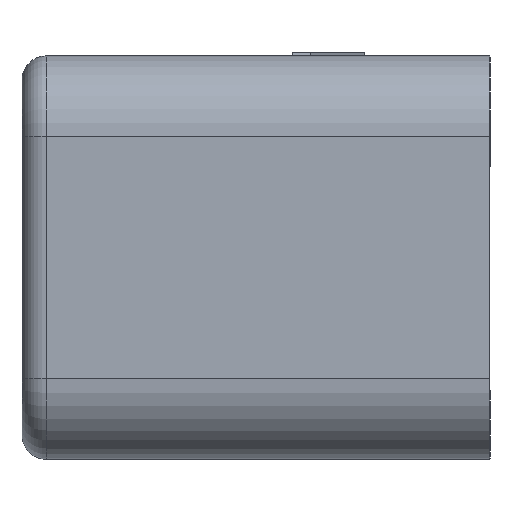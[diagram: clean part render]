
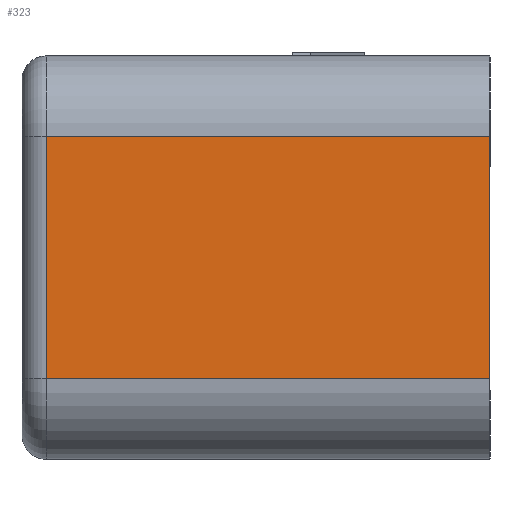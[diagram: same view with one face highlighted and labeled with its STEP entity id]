
A CAD part, left-side view. The second image highlights one B-rep face of the part: STEP entity #323.
In plain terms, the highlighted planar face has unit normal (-1, 0, 0).
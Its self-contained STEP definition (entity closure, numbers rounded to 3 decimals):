
#323 = ADVANCED_FACE( '', ( #1096 ), #1097, .T. );
#1096 = FACE_OUTER_BOUND( '', #2080, .T. );
#1097 = PLANE( '', #2081 );
#2080 = EDGE_LOOP( '', ( #4619, #4620, #4621, #4622 ) );
#2081 = AXIS2_PLACEMENT_3D( '', #4623, #4624, #4625 );
#4619 = ORIENTED_EDGE( '', *, *, #6624, .T. );
#4620 = ORIENTED_EDGE( '', *, *, #6596, .T. );
#4621 = ORIENTED_EDGE( '', *, *, #6621, .T. );
#4622 = ORIENTED_EDGE( '', *, *, #6542, .F. );
#4623 = CARTESIAN_POINT( '', ( -40.5, 29., -12.5 ) );
#4624 = DIRECTION( '', ( -1., 0., 0. ) );
#4625 = DIRECTION( '', ( 0., 1., 0. ) );
#6542 = EDGE_CURVE( '', #8037, #8039, #8040, .T. );
#6596 = EDGE_CURVE( '', #8131, #8136, #8138, .F. );
#6621 = EDGE_CURVE( '', #8136, #8039, #8175, .T. );
#6624 = EDGE_CURVE( '', #8037, #8131, #8179, .F. );
#8037 = VERTEX_POINT( '', #10298 );
#8039 = VERTEX_POINT( '', #10300 );
#8040 = LINE( '', #10301, #10302 );
#8131 = VERTEX_POINT( '', #10437 );
#8136 = VERTEX_POINT( '', #10443 );
#8138 = LINE( '', #10445, #10446 );
#8175 = LINE( '', #10492, #10493 );
#8179 = LINE( '', #10498, #10499 );
#10298 = CARTESIAN_POINT( '', ( -40.5, 0., 7.5 ) );
#10300 = CARTESIAN_POINT( '', ( -40.5, 0., -7.5 ) );
#10301 = CARTESIAN_POINT( '', ( -40.5, 0., -12.5 ) );
#10302 = VECTOR( '', #12530, 1000. );
#10437 = CARTESIAN_POINT( '', ( -40.5, 27.5, 7.5 ) );
#10443 = CARTESIAN_POINT( '', ( -40.5, 27.5, -7.5 ) );
#10445 = CARTESIAN_POINT( '', ( -40.5, 27.5, -12.5 ) );
#10446 = VECTOR( '', #12600, 1000. );
#10492 = CARTESIAN_POINT( '', ( -40.5, 29., -7.5 ) );
#10493 = VECTOR( '', #12655, 1000. );
#10498 = CARTESIAN_POINT( '', ( -40.5, 29., 7.5 ) );
#10499 = VECTOR( '', #12660, 1000. );
#12530 = DIRECTION( '', ( 0., 0., -1. ) );
#12600 = DIRECTION( '', ( 0., 0., 1. ) );
#12655 = DIRECTION( '', ( 0., -1., 0. ) );
#12660 = DIRECTION( '', ( 0., -1., 0. ) );
